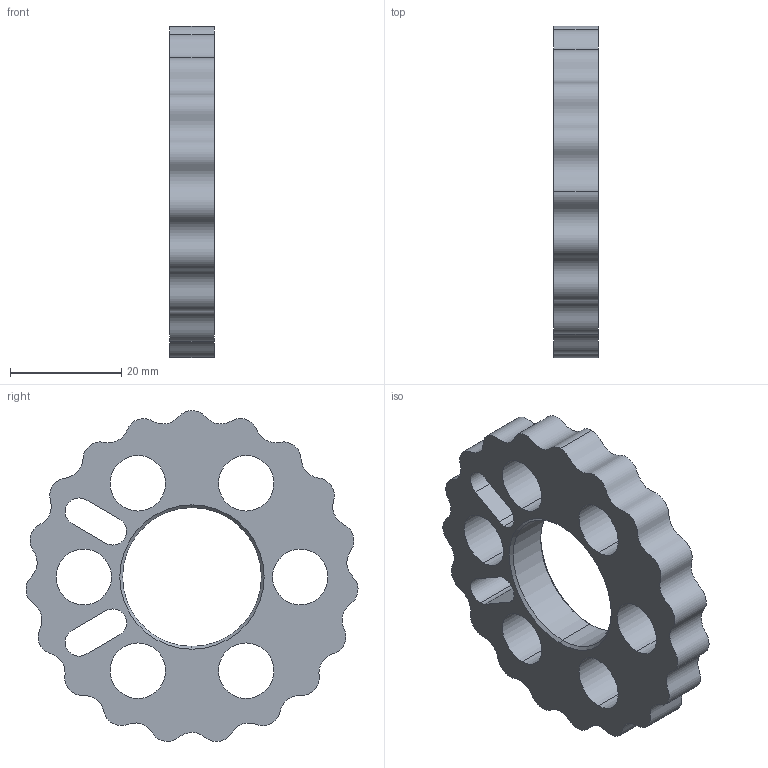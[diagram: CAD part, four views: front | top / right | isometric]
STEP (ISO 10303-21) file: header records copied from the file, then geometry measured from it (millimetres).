
FILE_DESCRIPTION (( 'STEP AP214' ), '1' );
FILE_NAME ('J6_cycloidalDrive_disk.STEP', '2025-10-13T19:32:55', ( '' ), ( '' ), 'SwSTEP 2.0', 'SolidWorks 2025', '' );
FILE_SCHEMA (( 'AUTOMOTIVE_DESIGN' ));
Length unit declared in the file: millimetre
Products named in the file (1): J6_cycloidalDrive_disk
Bounding box: 8 x 59.81 x 59.64 mm (x, y, z)
Volume: 12228.3 mm3; surface area: 7356.8 mm2
Topology: 1 solids, 1 shells, 32 faces, 86 edges, 56 vertices
Faces by surface type: cylinder 20, plane 6, cone 4, bspline 2
Entity records: 2501 total; most frequent: CARTESIAN_POINT 1609, DIRECTION 188, ORIENTED_EDGE 172, EDGE_CURVE 86, AXIS2_PLACEMENT_3D 75, VERTEX_POINT 56, EDGE_LOOP 50, CIRCLE 44
